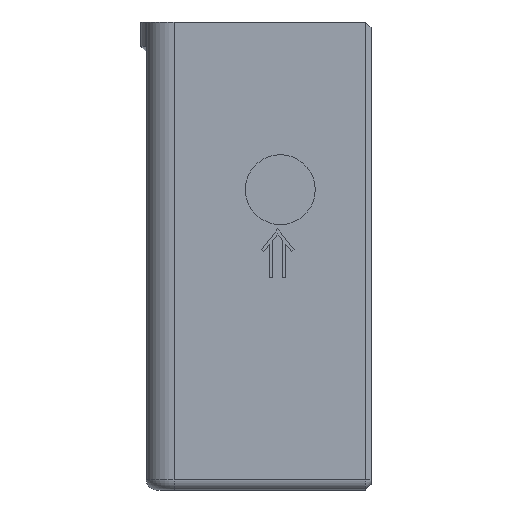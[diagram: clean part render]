
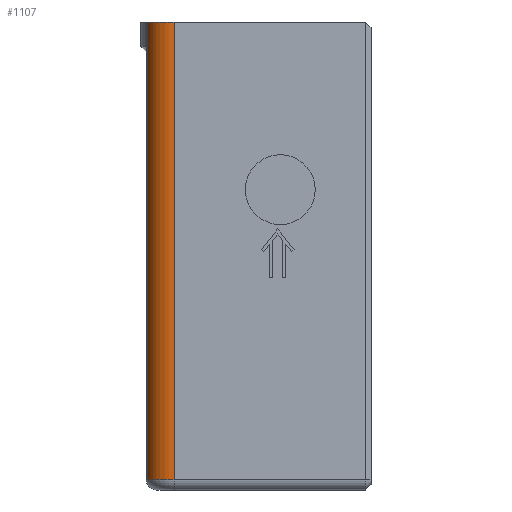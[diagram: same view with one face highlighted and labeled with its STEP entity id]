
A CAD part, front view. The second image highlights one B-rep face of the part: STEP entity #1107.
In plain terms, the highlighted cylindrical face has radius 2 mm (diameter 4 mm), a partial arc.
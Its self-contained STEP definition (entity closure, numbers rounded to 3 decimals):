
#30 = VERTEX_POINT ( 'NONE', #2935 ) ;
#351 = CIRCLE ( 'NONE', #2476, 2. ) ;
#912 = DIRECTION ( 'NONE',  ( 0., 0., 1. ) ) ;
#1095 = DIRECTION ( 'NONE',  ( 1., 0., 0. ) ) ;
#1107 = ADVANCED_FACE ( 'NONE', ( #1370 ), #6356, .T. ) ;
#1370 = FACE_OUTER_BOUND ( 'NONE', #1434, .T. ) ;
#1434 = EDGE_LOOP ( 'NONE', ( #11920, #14013, #10661, #13253 ) ) ;
#2476 = AXIS2_PLACEMENT_3D ( 'NONE', #9207, #9127, #14192 ) ;
#2774 = CARTESIAN_POINT ( 'NONE',  ( 574.426, -186.371, -8. ) ) ;
#2935 = CARTESIAN_POINT ( 'NONE',  ( 572.426, -186.371, 2.75 ) ) ;
#3105 = CIRCLE ( 'NONE', #11078, 2. ) ;
#3333 = CARTESIAN_POINT ( 'NONE',  ( 574.426, -186.371, 2.75 ) ) ;
#4133 = CARTESIAN_POINT ( 'NONE',  ( 574.426, -188.371, 2.75 ) ) ;
#4257 = DIRECTION ( 'NONE',  ( 0., 0., 1. ) ) ;
#5975 = EDGE_CURVE ( 'NONE', #8722, #30, #3105, .T. ) ;
#6098 = CARTESIAN_POINT ( 'NONE',  ( 572.426, -186.371, -30. ) ) ;
#6286 = EDGE_CURVE ( 'NONE', #7225, #8722, #13702, .T. ) ;
#6356 = CYLINDRICAL_SURFACE ( 'NONE', #12205, 2. ) ;
#7166 = DIRECTION ( 'NONE',  ( 0., 0., -1. ) ) ;
#7225 = VERTEX_POINT ( 'NONE', #10953 ) ;
#8245 = LINE ( 'NONE', #14478, #8428 ) ;
#8428 = VECTOR ( 'NONE', #4257, 1000. ) ;
#8722 = VERTEX_POINT ( 'NONE', #4133 ) ;
#8725 = EDGE_CURVE ( 'NONE', #15450, #7225, #351, .T. ) ;
#9127 = DIRECTION ( 'NONE',  ( 0., 0., 1. ) ) ;
#9207 = CARTESIAN_POINT ( 'NONE',  ( 574.426, -186.371, -30. ) ) ;
#10661 = ORIENTED_EDGE ( 'NONE', *, *, #6286, .T. ) ;
#10953 = CARTESIAN_POINT ( 'NONE',  ( 574.426, -188.371, -30. ) ) ;
#11078 = AXIS2_PLACEMENT_3D ( 'NONE', #3333, #7166, #1095 ) ;
#11920 = ORIENTED_EDGE ( 'NONE', *, *, #14749, .F. ) ;
#12205 = AXIS2_PLACEMENT_3D ( 'NONE', #2774, #16416, #12663 ) ;
#12399 = VECTOR ( 'NONE', #912, 1000. ) ;
#12663 = DIRECTION ( 'NONE',  ( 1., 0., 0. ) ) ;
#13253 = ORIENTED_EDGE ( 'NONE', *, *, #5975, .T. ) ;
#13702 = LINE ( 'NONE', #16195, #12399 ) ;
#14013 = ORIENTED_EDGE ( 'NONE', *, *, #8725, .T. ) ;
#14192 = DIRECTION ( 'NONE',  ( 1., 0., 0. ) ) ;
#14478 = CARTESIAN_POINT ( 'NONE',  ( 572.426, -186.371, -8. ) ) ;
#14749 = EDGE_CURVE ( 'NONE', #15450, #30, #8245, .T. ) ;
#15450 = VERTEX_POINT ( 'NONE', #6098 ) ;
#16195 = CARTESIAN_POINT ( 'NONE',  ( 574.426, -188.371, -8. ) ) ;
#16416 = DIRECTION ( 'NONE',  ( 0., 0., 1. ) ) ;
